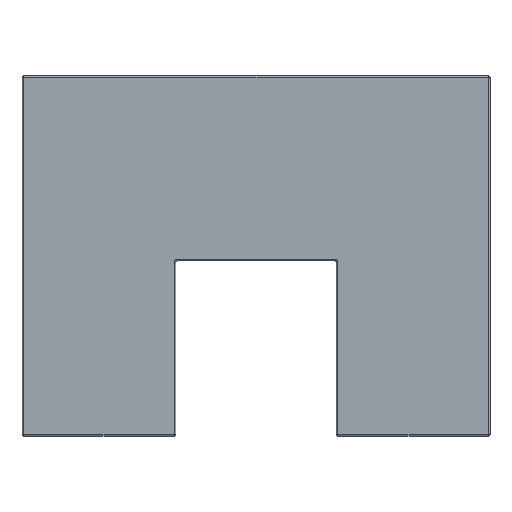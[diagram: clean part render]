
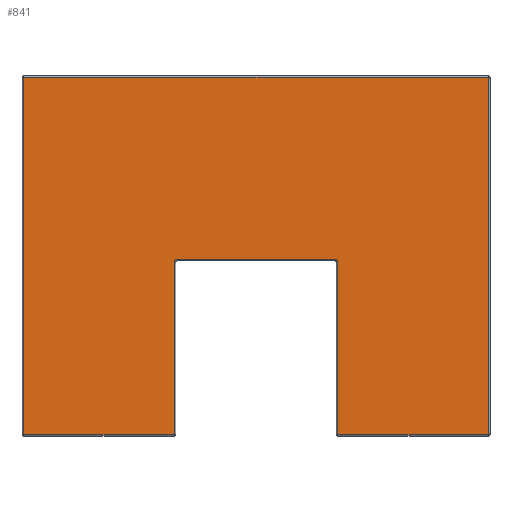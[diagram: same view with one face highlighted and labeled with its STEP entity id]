
A CAD part, front view. The second image highlights one B-rep face of the part: STEP entity #841.
In plain terms, the highlighted planar face has unit normal (0, -1, 0).
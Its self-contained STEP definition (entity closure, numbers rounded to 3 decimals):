
#9 = EDGE_LOOP ( 'NONE', ( #484, #279, #1251, #1025, #985, #60, #499, #733, #888, #1202 ) ) ;
#26 = CIRCLE ( 'NONE', #396, 0.1 ) ;
#60 = ORIENTED_EDGE ( 'NONE', *, *, #611, .T. ) ;
#74 = VECTOR ( 'NONE', #564, 1000. ) ;
#130 = DIRECTION ( 'NONE',  ( 0., 1., 0. ) ) ;
#161 = CARTESIAN_POINT ( 'NONE',  ( 7.6, -3.35, -11.65 ) ) ;
#176 = DIRECTION ( 'NONE',  ( 0., 0., 1. ) ) ;
#186 = VERTEX_POINT ( 'NONE', #230 ) ;
#190 = LINE ( 'NONE', #1000, #359 ) ;
#201 = AXIS2_PLACEMENT_3D ( 'NONE', #771, #281, #176 ) ;
#230 = CARTESIAN_POINT ( 'NONE',  ( -2.65, -3.35, -6.05 ) ) ;
#246 = CARTESIAN_POINT ( 'NONE',  ( 2.55, -3.35, -5.95 ) ) ;
#247 = CIRCLE ( 'NONE', #201, 0.1 ) ;
#248 = FACE_OUTER_BOUND ( 'NONE', #9, .T. ) ;
#264 = DIRECTION ( 'NONE',  ( 1., 0., 0. ) ) ;
#274 = VERTEX_POINT ( 'NONE', #964 ) ;
#279 = ORIENTED_EDGE ( 'NONE', *, *, #555, .T. ) ;
#281 = DIRECTION ( 'NONE',  ( 0., -1., 0. ) ) ;
#285 = LINE ( 'NONE', #860, #684 ) ;
#289 = CARTESIAN_POINT ( 'NONE',  ( -7.55, -3.35, 0. ) ) ;
#296 = CARTESIAN_POINT ( 'NONE',  ( 2.65, -3.35, -11.7 ) ) ;
#301 = DIRECTION ( 'NONE',  ( 0., 0., 1. ) ) ;
#303 = DIRECTION ( 'NONE',  ( -1., 0., 0. ) ) ;
#308 = VERTEX_POINT ( 'NONE', #356 ) ;
#356 = CARTESIAN_POINT ( 'NONE',  ( 2.65, -3.35, -6.05 ) ) ;
#359 = VECTOR ( 'NONE', #600, 1000. ) ;
#396 = AXIS2_PLACEMENT_3D ( 'NONE', #901, #898, #301 ) ;
#416 = VERTEX_POINT ( 'NONE', #498 ) ;
#417 = VERTEX_POINT ( 'NONE', #776 ) ;
#422 = LINE ( 'NONE', #1069, #74 ) ;
#434 = DIRECTION ( 'NONE',  ( 0., 0., 1. ) ) ;
#442 = CARTESIAN_POINT ( 'NONE',  ( 2.65, -3.35, -11.65 ) ) ;
#459 = CARTESIAN_POINT ( 'NONE',  ( -2.55, -3.35, -5.95 ) ) ;
#484 = ORIENTED_EDGE ( 'NONE', *, *, #796, .F. ) ;
#498 = CARTESIAN_POINT ( 'NONE',  ( -7.55, -3.35, -11.65 ) ) ;
#499 = ORIENTED_EDGE ( 'NONE', *, *, #1133, .T. ) ;
#526 = CARTESIAN_POINT ( 'NONE',  ( 7.55, -3.35, 0. ) ) ;
#535 = CARTESIAN_POINT ( 'NONE',  ( 0., -3.35, 0. ) ) ;
#546 = VERTEX_POINT ( 'NONE', #988 ) ;
#555 = EDGE_CURVE ( 'NONE', #308, #1028, #1257, .T. ) ;
#560 = EDGE_CURVE ( 'NONE', #274, #186, #190, .T. ) ;
#564 = DIRECTION ( 'NONE',  ( 1., 0., 0. ) ) ;
#600 = DIRECTION ( 'NONE',  ( 0., 0., 1. ) ) ;
#601 = VECTOR ( 'NONE', #434, 1000. ) ;
#611 = EDGE_CURVE ( 'NONE', #832, #416, #942, .T. ) ;
#655 = DIRECTION ( 'NONE',  ( 1., 0., 0. ) ) ;
#666 = VECTOR ( 'NONE', #303, 1000. ) ;
#684 = VECTOR ( 'NONE', #264, 1000. ) ;
#697 = CARTESIAN_POINT ( 'NONE',  ( -7.6, -3.35, -0.05 ) ) ;
#698 = VECTOR ( 'NONE', #655, 1000. ) ;
#724 = PLANE ( 'NONE',  #766 ) ;
#728 = LINE ( 'NONE', #526, #601 ) ;
#732 = EDGE_CURVE ( 'NONE', #417, #832, #1211, .T. ) ;
#733 = ORIENTED_EDGE ( 'NONE', *, *, #560, .T. ) ;
#766 = AXIS2_PLACEMENT_3D ( 'NONE', #535, #130, #1118 ) ;
#771 = CARTESIAN_POINT ( 'NONE',  ( -2.55, -3.35, -6.05 ) ) ;
#772 = LINE ( 'NONE', #161, #698 ) ;
#776 = CARTESIAN_POINT ( 'NONE',  ( 7.55, -3.35, -0.05 ) ) ;
#777 = DIRECTION ( 'NONE',  ( 0., 0., -1. ) ) ;
#796 = EDGE_CURVE ( 'NONE', #308, #1058, #26, .T. ) ;
#832 = VERTEX_POINT ( 'NONE', #1015 ) ;
#841 = ADVANCED_FACE ( 'NONE', ( #248 ), #724, .F. ) ;
#844 = EDGE_CURVE ( 'NONE', #546, #417, #728, .T. ) ;
#860 = CARTESIAN_POINT ( 'NONE',  ( 0., -3.35, -11.65 ) ) ;
#888 = ORIENTED_EDGE ( 'NONE', *, *, #1310, .F. ) ;
#898 = DIRECTION ( 'NONE',  ( 0., -1., 0. ) ) ;
#901 = CARTESIAN_POINT ( 'NONE',  ( 2.55, -3.35, -6.05 ) ) ;
#942 = LINE ( 'NONE', #289, #1115 ) ;
#964 = CARTESIAN_POINT ( 'NONE',  ( -2.65, -3.35, -11.65 ) ) ;
#985 = ORIENTED_EDGE ( 'NONE', *, *, #732, .T. ) ;
#988 = CARTESIAN_POINT ( 'NONE',  ( 7.55, -3.35, -11.65 ) ) ;
#1000 = CARTESIAN_POINT ( 'NONE',  ( -2.65, -3.35, 0. ) ) ;
#1015 = CARTESIAN_POINT ( 'NONE',  ( -7.55, -3.35, -0.05 ) ) ;
#1025 = ORIENTED_EDGE ( 'NONE', *, *, #844, .T. ) ;
#1028 = VERTEX_POINT ( 'NONE', #442 ) ;
#1047 = VECTOR ( 'NONE', #1191, 1000. ) ;
#1058 = VERTEX_POINT ( 'NONE', #246 ) ;
#1069 = CARTESIAN_POINT ( 'NONE',  ( 0., -3.35, -5.95 ) ) ;
#1115 = VECTOR ( 'NONE', #777, 1000. ) ;
#1118 = DIRECTION ( 'NONE',  ( 0., 0., 1. ) ) ;
#1133 = EDGE_CURVE ( 'NONE', #416, #274, #285, .T. ) ;
#1145 = EDGE_CURVE ( 'NONE', #1028, #546, #772, .T. ) ;
#1191 = DIRECTION ( 'NONE',  ( 0., 0., -1. ) ) ;
#1202 = ORIENTED_EDGE ( 'NONE', *, *, #1214, .T. ) ;
#1211 = LINE ( 'NONE', #697, #666 ) ;
#1214 = EDGE_CURVE ( 'NONE', #1283, #1058, #422, .T. ) ;
#1251 = ORIENTED_EDGE ( 'NONE', *, *, #1145, .T. ) ;
#1257 = LINE ( 'NONE', #296, #1047 ) ;
#1283 = VERTEX_POINT ( 'NONE', #459 ) ;
#1310 = EDGE_CURVE ( 'NONE', #1283, #186, #247, .T. ) ;
